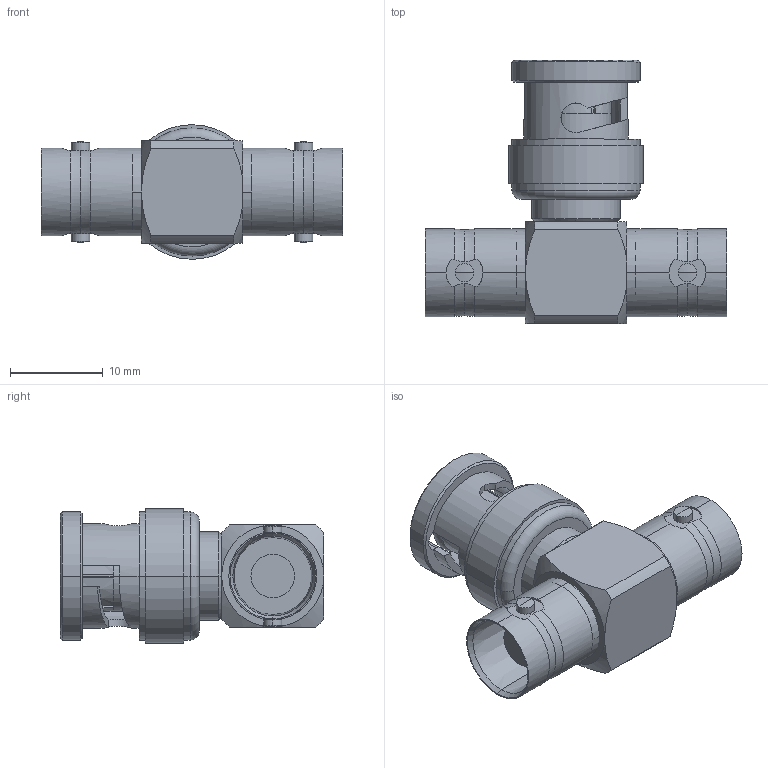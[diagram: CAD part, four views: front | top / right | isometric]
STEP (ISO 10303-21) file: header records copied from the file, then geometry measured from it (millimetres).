
FILE_DESCRIPTION (( 'STEP AP214' ), '1' );
FILE_NAME ('FMAD10100_3D.step', '2025-04-08T18:46:28', ( '' ), ( '' ), 'SwSTEP 2.0', 'SolidWorks 2022', '' );
FILE_SCHEMA (( 'AUTOMOTIVE_DESIGN' ));
Length unit declared in the file: inch
Products named in the file (4): AT-B8B3B8-2---B3^FMAD10100; AD-B8^FMAD10100; AT-B8B3B8-11^FMAD10100; FMAD10100_3D
Assembly tree (4 placements, depth 2):
  FMAD10100_3D
    AT-B8B3B8-11^FMAD10100
    AT-B8B3B8-2---B3^FMAD10100
    AD-B8^FMAD10100  x2
Bounding box: 32.5 x 28.4 x 14.5 mm (x, y, z)
Volume: 3819.8 mm3; surface area: 4339.6 mm2
Topology: 4 solids, 5 shells, 247 faces, 590 edges, 372 vertices
Faces by surface type: cylinder 84, plane 77, cone 46, torus 24, sphere 16
Entity records: 6704 total; most frequent: CARTESIAN_POINT 1542, DIRECTION 1120, ORIENTED_EDGE 1014, EDGE_CURVE 507, AXIS2_PLACEMENT_3D 467, VERTEX_POINT 319, CIRCLE 249, EDGE_LOOP 230
